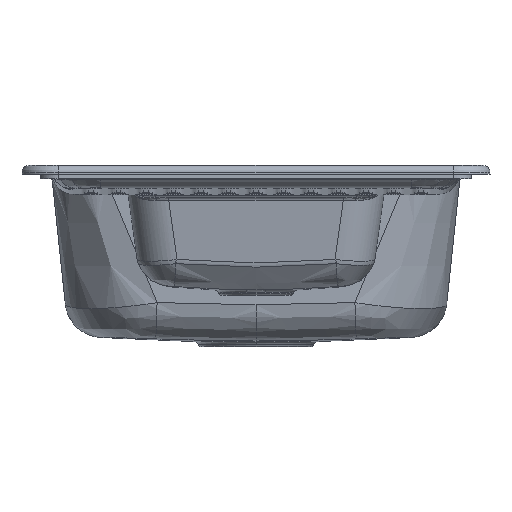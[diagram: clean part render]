
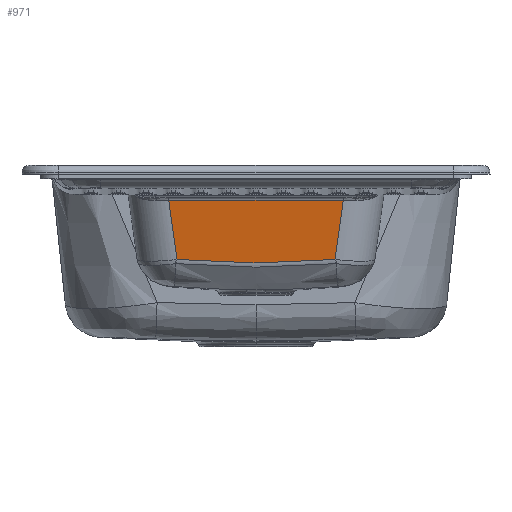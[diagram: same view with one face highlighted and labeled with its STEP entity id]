
A CAD part, left-side view. The second image highlights one B-rep face of the part: STEP entity #971.
In plain terms, the highlighted planar face has unit normal (-0.99, 0, -0.139).
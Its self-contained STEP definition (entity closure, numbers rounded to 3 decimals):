
#195=PLANE('',#9109);
#616=LINE('',#11886,#784);
#618=LINE('',#12469,#786);
#619=LINE('',#12470,#787);
#784=VECTOR('',#9924,1.);
#786=VECTOR('',#9972,1.);
#787=VECTOR('',#9973,1.);
#971=ADVANCED_FACE('',(#1869),#195,.T.);
#1869=FACE_OUTER_BOUND('',#2456,.T.);
#2456=EDGE_LOOP('',(#3692,#3693,#3694,#3695));
#3086=B_SPLINE_CURVE_WITH_KNOTS('',3,(#11839,#11840,#11841,#11842,#11843,
#11844,#11845,#11846,#11847,#11848),.UNSPECIFIED.,.F.,.F.,(4,2,2,2,4),(0.,
0.25,0.5,0.75,1.),.UNSPECIFIED.);
#3692=ORIENTED_EDGE('',*,*,#7269,.F.);
#3693=ORIENTED_EDGE('',*,*,#7218,.T.);
#3694=ORIENTED_EDGE('',*,*,#7270,.F.);
#3695=ORIENTED_EDGE('',*,*,#7222,.T.);
#6395=VERTEX_POINT('',#11752);
#6397=VERTEX_POINT('',#11838);
#6399=VERTEX_POINT('',#11881);
#6401=VERTEX_POINT('',#11885);
#7218=EDGE_CURVE('',#6395,#6397,#3086,.T.);
#7222=EDGE_CURVE('',#6399,#6401,#616,.T.);
#7269=EDGE_CURVE('',#6395,#6401,#618,.T.);
#7270=EDGE_CURVE('',#6399,#6397,#619,.T.);
#9109=AXIS2_PLACEMENT_3D('',#12471,#9974,#9975);
#9924=DIRECTION('',(0.,1.,0.));
#9972=DIRECTION('',(-0.138,0.138,0.981));
#9973=DIRECTION('',(0.138,0.138,-0.981));
#9974=DIRECTION('',(-0.99,0.,-0.139));
#9975=DIRECTION('',(0.139,0.,-0.99));
#11752=CARTESIAN_POINT('',(-71.261,86.115,-102.819));
#11838=CARTESIAN_POINT('',(-71.261,-86.115,-102.819));
#11839=CARTESIAN_POINT('',(-71.261,86.115,-102.819));
#11840=CARTESIAN_POINT('',(-71.134,71.777,-103.724));
#11841=CARTESIAN_POINT('',(-71.011,57.439,-104.602));
#11842=CARTESIAN_POINT('',(-70.807,28.756,-106.052));
#11843=CARTESIAN_POINT('',(-70.728,14.411,-106.613));
#11844=CARTESIAN_POINT('',(-70.728,-14.297,-106.616));
#11845=CARTESIAN_POINT('',(-70.807,-28.661,-106.056));
#11846=CARTESIAN_POINT('',(-71.011,-57.395,-104.604));
#11847=CARTESIAN_POINT('',(-71.134,-71.757,-103.725));
#11848=CARTESIAN_POINT('',(-71.261,-86.115,-102.819));
#11881=CARTESIAN_POINT('',(-80.384,-95.238,-37.907));
#11885=CARTESIAN_POINT('',(-80.384,95.238,-37.907));
#11886=CARTESIAN_POINT('',(-80.384,-130.,-37.907));
#12469=CARTESIAN_POINT('',(-81.062,95.916,-33.084));
#12470=CARTESIAN_POINT('',(-83.152,-98.006,-18.212));
#12471=CARTESIAN_POINT('',(-85.438,-130.,-1.948));
